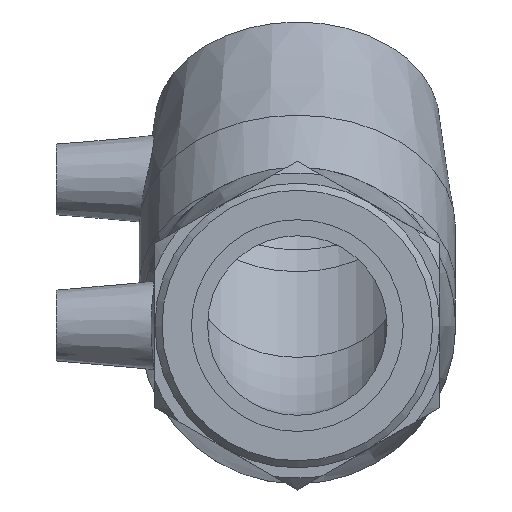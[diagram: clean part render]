
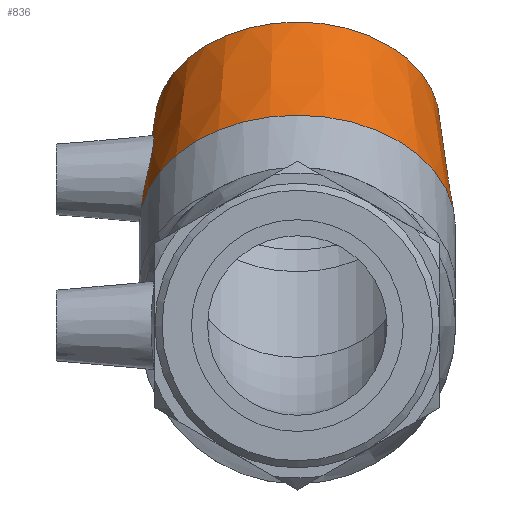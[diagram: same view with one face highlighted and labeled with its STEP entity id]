
A CAD part, left-side view. The second image highlights one B-rep face of the part: STEP entity #836.
In plain terms, the highlighted conical face has half-angle 6.119 degrees and reference radius 31.825 mm.
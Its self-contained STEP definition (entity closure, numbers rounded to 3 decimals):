
#14=B_SPLINE_CURVE_WITH_KNOTS('',3,(#1495,#1496,#1497,#1498,#1499,#1500,
#1501,#1502,#1503,#1504,#1505,#1506,#1507,#1508,#1509,#1510,#1511,#1512,
#1513,#1514,#1515,#1516,#1517,#1518,#1519,#1520,#1521,#1522,#1523,#1524,
#1525,#1526,#1527,#1528),.UNSPECIFIED.,.T.,.F.,(4,2,2,2,2,2,2,2,2,2,2,2,
2,2,2,2,4),(0.,0.34,0.68,1.022,1.365,
1.707,2.05,2.39,2.73,3.094,
3.458,3.814,4.171,4.527,4.883,
5.248,5.612),.UNSPECIFIED.);
#157=FACE_BOUND('',#307,.T.);
#158=FACE_BOUND('',#308,.T.);
#220=FACE_OUTER_BOUND('',#306,.T.);
#306=EDGE_LOOP('',(#744));
#307=EDGE_LOOP('',(#745));
#308=EDGE_LOOP('',(#746));
#367=CIRCLE('',#936,33.5);
#371=CIRCLE('',#946,30.15);
#443=VERTEX_POINT('',#1490);
#444=VERTEX_POINT('',#1494);
#448=VERTEX_POINT('',#1539);
#545=EDGE_CURVE('',#443,#443,#367,.T.);
#547=EDGE_CURVE('',#444,#444,#14,.T.);
#551=EDGE_CURVE('',#448,#448,#371,.T.);
#744=ORIENTED_EDGE('',*,*,#545,.F.);
#745=ORIENTED_EDGE('',*,*,#547,.T.);
#746=ORIENTED_EDGE('',*,*,#551,.T.);
#781=CONICAL_SURFACE('',#947,31.825,6.119);
#836=ADVANCED_FACE('',(#220,#157,#158),#781,.T.);
#936=AXIS2_PLACEMENT_3D('',#1491,#1162,#1163);
#946=AXIS2_PLACEMENT_3D('',#1540,#1182,#1183);
#947=AXIS2_PLACEMENT_3D('',#1541,#1184,#1185);
#1162=DIRECTION('center_axis',(-0.707,0.,
-0.707));
#1163=DIRECTION('ref_axis',(-0.707,0.,0.707));
#1182=DIRECTION('center_axis',(-0.707,0.,
-0.707));
#1183=DIRECTION('ref_axis',(-0.707,0.,0.707));
#1184=DIRECTION('center_axis',(-0.707,0.,
-0.707));
#1185=DIRECTION('ref_axis',(0.,1.,0.));
#1490=CARTESIAN_POINT('',(20.849,33.5,20.849));
#1491=CARTESIAN_POINT('Origin',(20.849,0.,
20.849));
#1494=CARTESIAN_POINT('',(37.762,30.552,24.636));
#1495=CARTESIAN_POINT('Ctrl Pts',(37.762,30.552,24.636));
#1496=CARTESIAN_POINT('Ctrl Pts',(38.534,30.437,25.458));
#1497=CARTESIAN_POINT('Ctrl Pts',(39.197,30.385,26.491));
#1498=CARTESIAN_POINT('Ctrl Pts',(40.053,30.415,28.737));
#1499=CARTESIAN_POINT('Ctrl Pts',(40.246,30.493,29.95));
#1500=CARTESIAN_POINT('Ctrl Pts',(40.196,30.668,32.217));
#1501=CARTESIAN_POINT('Ctrl Pts',(39.946,30.776,33.427));
#1502=CARTESIAN_POINT('Ctrl Pts',(38.991,30.933,35.653));
#1503=CARTESIAN_POINT('Ctrl Pts',(38.285,30.979,36.671));
#1504=CARTESIAN_POINT('Ctrl Pts',(36.671,30.979,38.285));
#1505=CARTESIAN_POINT('Ctrl Pts',(35.653,30.933,38.991));
#1506=CARTESIAN_POINT('Ctrl Pts',(33.427,30.776,39.946));
#1507=CARTESIAN_POINT('Ctrl Pts',(32.217,30.668,40.196));
#1508=CARTESIAN_POINT('Ctrl Pts',(29.95,30.493,40.246));
#1509=CARTESIAN_POINT('Ctrl Pts',(28.737,30.415,40.053));
#1510=CARTESIAN_POINT('Ctrl Pts',(26.491,30.385,39.197));
#1511=CARTESIAN_POINT('Ctrl Pts',(25.458,30.437,38.534));
#1512=CARTESIAN_POINT('Ctrl Pts',(23.756,30.676,36.935));
#1513=CARTESIAN_POINT('Ctrl Pts',(23.006,30.888,35.88));
#1514=CARTESIAN_POINT('Ctrl Pts',(22.015,31.408,33.564));
#1515=CARTESIAN_POINT('Ctrl Pts',(21.774,31.711,32.305));
#1516=CARTESIAN_POINT('Ctrl Pts',(21.773,32.235,29.961));
#1517=CARTESIAN_POINT('Ctrl Pts',(22.003,32.492,28.717));
#1518=CARTESIAN_POINT('Ctrl Pts',(22.954,32.848,26.415));
#1519=CARTESIAN_POINT('Ctrl Pts',(23.676,32.944,25.355));
#1520=CARTESIAN_POINT('Ctrl Pts',(25.355,32.944,23.676));
#1521=CARTESIAN_POINT('Ctrl Pts',(26.415,32.848,22.954));
#1522=CARTESIAN_POINT('Ctrl Pts',(28.717,32.492,22.003));
#1523=CARTESIAN_POINT('Ctrl Pts',(29.961,32.235,21.773));
#1524=CARTESIAN_POINT('Ctrl Pts',(32.305,31.711,21.774));
#1525=CARTESIAN_POINT('Ctrl Pts',(33.564,31.408,22.015));
#1526=CARTESIAN_POINT('Ctrl Pts',(35.88,30.888,23.006));
#1527=CARTESIAN_POINT('Ctrl Pts',(36.935,30.676,23.756));
#1528=CARTESIAN_POINT('Ctrl Pts',(37.762,30.552,24.636));
#1539=CARTESIAN_POINT('',(42.946,30.15,42.946));
#1540=CARTESIAN_POINT('Origin',(42.946,0.,42.946));
#1541=CARTESIAN_POINT('Origin',(31.897,0.,
31.897));
